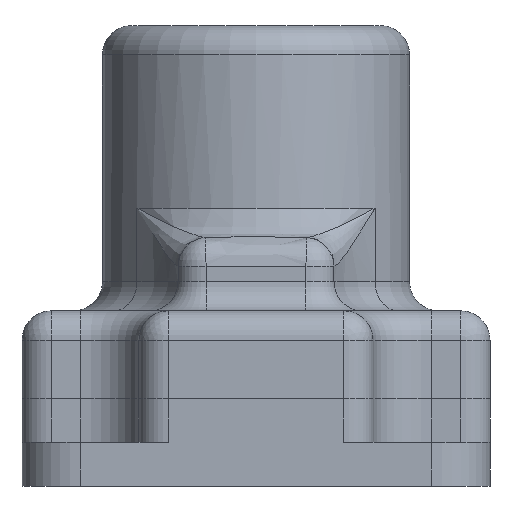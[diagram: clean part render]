
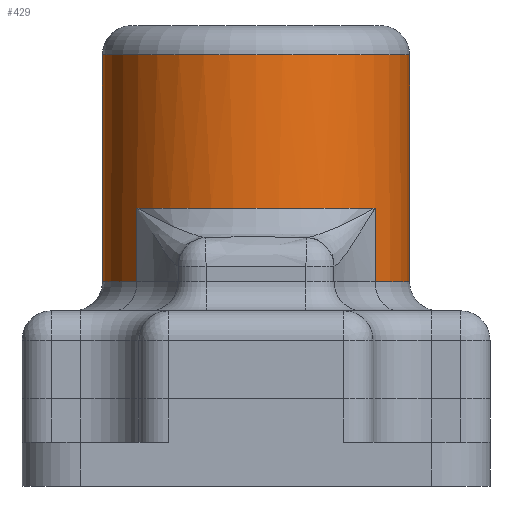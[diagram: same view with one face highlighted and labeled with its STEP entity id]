
A CAD part, left-side view. The second image highlights one B-rep face of the part: STEP entity #429.
In plain terms, the highlighted cylindrical face has radius 10.5 mm (diameter 21 mm), a full revolution.
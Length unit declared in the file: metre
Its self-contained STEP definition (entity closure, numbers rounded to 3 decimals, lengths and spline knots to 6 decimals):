
#429 = ADVANCED_FACE( '', ( #848, #849 ), #850, .T. );
#848 = FACE_OUTER_BOUND( '', #1683, .T. );
#849 = FACE_OUTER_BOUND( '', #1684, .T. );
#850 = CYLINDRICAL_SURFACE( '', #1685, 0.0105 );
#1683 = EDGE_LOOP( '', ( #2717, #2718, #2719, #2720, #2721, #2722, #2723, #2724 ) );
#1684 = EDGE_LOOP( '', ( #2725 ) );
#1685 = AXIS2_PLACEMENT_3D( '', #2726, #2727, #2728 );
#2717 = ORIENTED_EDGE( '', *, *, #3168, .F. );
#2718 = ORIENTED_EDGE( '', *, *, #2838, .T. );
#2719 = ORIENTED_EDGE( '', *, *, #3000, .F. );
#2720 = ORIENTED_EDGE( '', *, *, #2988, .T. );
#2721 = ORIENTED_EDGE( '', *, *, #3171, .F. );
#2722 = ORIENTED_EDGE( '', *, *, #3002, .T. );
#2723 = ORIENTED_EDGE( '', *, *, #3087, .F. );
#2724 = ORIENTED_EDGE( '', *, *, #2845, .T. );
#2725 = ORIENTED_EDGE( '', *, *, #3161, .F. );
#2726 = CARTESIAN_POINT( '', ( 0.028, 0.016, 0.006 ) );
#2727 = DIRECTION( '', ( 0., 0., -1. ) );
#2728 = DIRECTION( '', ( -1., 0., 0. ) );
#2838 = EDGE_CURVE( '', #3306, #3303, #3307, .T. );
#2845 = EDGE_CURVE( '', #3312, #3316, #3318, .T. );
#2988 = EDGE_CURVE( '', #3539, #3515, #3542, .T. );
#3000 = EDGE_CURVE( '', #3539, #3303, #3559, .T. );
#3002 = EDGE_CURVE( '', #3561, #3509, #3562, .T. );
#3087 = EDGE_CURVE( '', #3312, #3509, #3675, .T. );
#3161 = EDGE_CURVE( '', #3755, #3755, #3756, .T. );
#3168 = EDGE_CURVE( '', #3306, #3316, #3763, .T. );
#3171 = EDGE_CURVE( '', #3561, #3515, #3766, .T. );
#3303 = VERTEX_POINT( '', #3941 );
#3306 = VERTEX_POINT( '', #3958 );
#3307 = LINE( '', #3959, #3960 );
#3312 = VERTEX_POINT( '', #3966 );
#3316 = VERTEX_POINT( '', #3985 );
#3318 = LINE( '', #3987, #3988 );
#3509 = VERTEX_POINT( '', #4258 );
#3515 = VERTEX_POINT( '', #4282 );
#3539 = VERTEX_POINT( '', #4311 );
#3542 = LINE( '', #4328, #4329 );
#3559 = CIRCLE( '', #4369, 0.0105 );
#3561 = VERTEX_POINT( '', #4371 );
#3562 = LINE( '', #4372, #4373 );
#3675 = CIRCLE( '', #4558, 0.0105 );
#3755 = VERTEX_POINT( '', #4688 );
#3756 = CIRCLE( '', #4689, 0.0105 );
#3763 = CIRCLE( '', #4697, 0.0105 );
#3766 = CIRCLE( '', #4700, 0.0105 );
#3941 = CARTESIAN_POINT( '', ( 0.034631, 0.007858, 0.013 ) );
#3958 = CARTESIAN_POINT( '', ( 0.034631, 0.007858, 0.008 ) );
#3959 = CARTESIAN_POINT( '', ( 0.034631, 0.007858, 0.006 ) );
#3960 = VECTOR( '', #4803, 1. );
#3966 = CARTESIAN_POINT( '', ( 0.021369, 0.007858, 0.013 ) );
#3985 = CARTESIAN_POINT( '', ( 0.021369, 0.007858, 0.008 ) );
#3987 = CARTESIAN_POINT( '', ( 0.021369, 0.007858, 0.006 ) );
#3988 = VECTOR( '', #4812, 1. );
#4258 = CARTESIAN_POINT( '', ( 0.021369, 0.024142, 0.013 ) );
#4282 = CARTESIAN_POINT( '', ( 0.034631, 0.024142, 0.008 ) );
#4311 = CARTESIAN_POINT( '', ( 0.034631, 0.024142, 0.013 ) );
#4328 = CARTESIAN_POINT( '', ( 0.034631, 0.024142, 0.006 ) );
#4329 = VECTOR( '', #5039, 1. );
#4369 = AXIS2_PLACEMENT_3D( '', #5050, #5051, #5052 );
#4371 = CARTESIAN_POINT( '', ( 0.021369, 0.024142, 0.008 ) );
#4372 = CARTESIAN_POINT( '', ( 0.021369, 0.024142, 0.006 ) );
#4373 = VECTOR( '', #5053, 1. );
#4558 = AXIS2_PLACEMENT_3D( '', #5171, #5172, #5173 );
#4688 = CARTESIAN_POINT( '', ( 0.0175, 0.016, 0.0235 ) );
#4689 = AXIS2_PLACEMENT_3D( '', #5233, #5234, #5235 );
#4697 = AXIS2_PLACEMENT_3D( '', #5240, #5241, #5242 );
#4700 = AXIS2_PLACEMENT_3D( '', #5246, #5247, #5248 );
#4803 = DIRECTION( '', ( 0., 0., 1. ) );
#4812 = DIRECTION( '', ( 0., 0., -1. ) );
#5039 = DIRECTION( '', ( 0., 0., -1. ) );
#5050 = CARTESIAN_POINT( '', ( 0.028, 0.016, 0.013 ) );
#5051 = DIRECTION( '', ( 0., 0., -1. ) );
#5052 = DIRECTION( '', ( 1., 0., 0. ) );
#5053 = DIRECTION( '', ( 0., 0., 1. ) );
#5171 = CARTESIAN_POINT( '', ( 0.028, 0.016, 0.013 ) );
#5172 = DIRECTION( '', ( 0., 0., -1. ) );
#5173 = DIRECTION( '', ( -1., 0., 0. ) );
#5233 = CARTESIAN_POINT( '', ( 0.028, 0.016, 0.0235 ) );
#5234 = DIRECTION( '', ( 0., 0., 1. ) );
#5235 = DIRECTION( '', ( -1., 0., 0. ) );
#5240 = CARTESIAN_POINT( '', ( 0.028, 0.016, 0.008 ) );
#5241 = DIRECTION( '', ( 0., 0., -1. ) );
#5242 = DIRECTION( '', ( 0., -1., 0. ) );
#5246 = CARTESIAN_POINT( '', ( 0.028, 0.016, 0.008 ) );
#5247 = DIRECTION( '', ( 0., 0., -1. ) );
#5248 = DIRECTION( '', ( 0., 1., 0. ) );
